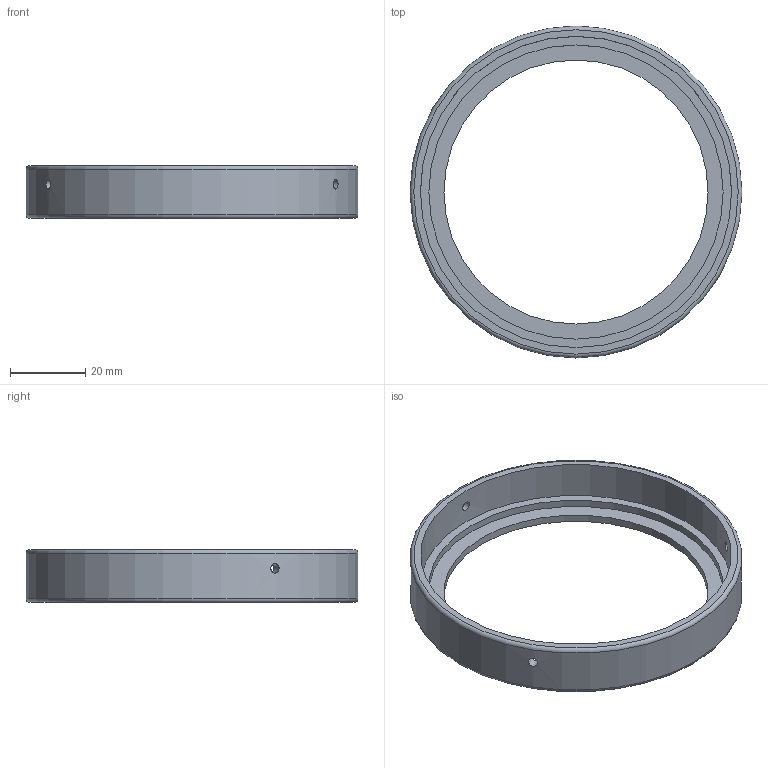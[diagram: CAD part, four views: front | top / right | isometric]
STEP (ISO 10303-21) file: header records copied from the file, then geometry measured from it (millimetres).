
FILE_DESCRIPTION(('FreeCAD Model'),'2;1');
FILE_NAME('Open CASCADE Shape Model','2025-05-08T22:03:12',('Author'),( ''),'Open CASCADE STEP processor 7.8','FreeCAD','Unknown');
FILE_SCHEMA(('AUTOMOTIVE_DESIGN { 1 0 10303 214 1 1 1 1 }'));
Length unit declared in the file: millimetre
Products named in the file (1): Тіло001
Bounding box: 88 x 88 x 14 mm (x, y, z)
Volume: 14280.4 mm3; surface area: 11656.7 mm2
Topology: 1 solids, 1 shells, 13 faces, 25 edges, 16 vertices
Faces by surface type: cylinder 7, plane 4, torus 2
Full cylindrical faces by diameter (mm): 2.5 x3, 70 x1, 78 x1, 82.5 x1, 88 x1
Entity records: 619 total; most frequent: CARTESIAN_POINT 313, DIRECTION 59, ORIENTED_EDGE 50, AXIS2_PLACEMENT_3D 26, EDGE_CURVE 25, FACE_BOUND 23, EDGE_LOOP 23, VERTEX_POINT 16
